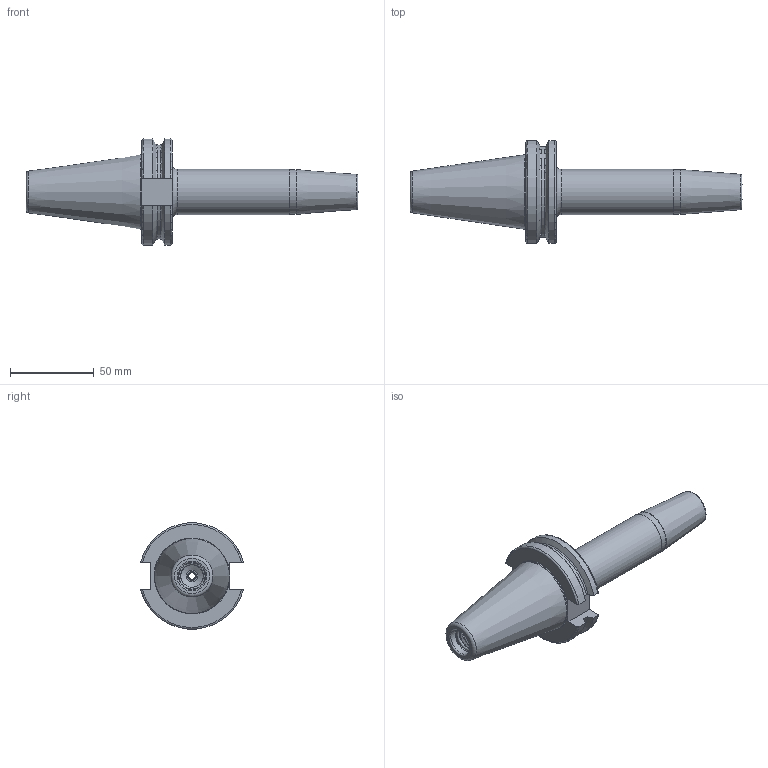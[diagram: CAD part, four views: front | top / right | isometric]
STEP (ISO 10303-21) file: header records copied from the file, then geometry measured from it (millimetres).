
FILE_DESCRIPTION(/* description */ (''),/* implementation_level */ '2;1');
FILE_NAME(/* name */ 'CAT40-SD025-130-B-X v3.step',/* time_stamp */ '2023-05-11T12:07:58-05:00',/* author */ (''),/* organization */ (''),/* preprocessor_version */ 'ST-DEVELOPER v19.2',/* originating_system */ 'Autodesk Translation Framework v12.4.0.73',/* authorisation */ '');
FILE_SCHEMA (('AUTOMOTIVE_DESIGN { 1 0 10303 214 3 1 1 }'));
Length unit declared in the file: millimetre
Products named in the file (1): CAT40-SD025-130-B-X
Bounding box: 198.25 x 61.4 x 63.31 mm (x, y, z)
Volume: 162700.5 mm3; surface area: 32292 mm2
Topology: 1 solids, 1 shells, 225 faces, 643 edges, 423 vertices
Faces by surface type: cylinder 153, plane 23, cone 17, bspline 16, torus 16
Full cylindrical faces by diameter (mm): 2.529 x11, 3.086 x7, 4.234 x9, 5.12 x14, 6.35 x1, 6.8 x1, 7 x1, 10 x1, 13.541 x10, 15.875 x9, 16.3 x1, 16.8 x1, 26.4 x1, 27 x1
Entity records: 16885 total; most frequent: CARTESIAN_POINT 11635, ORIENTED_EDGE 1284, DIRECTION 816, EDGE_CURVE 642, VERTEX_POINT 423, B_SPLINE_CURVE_WITH_KNOTS 346, AXIS2_PLACEMENT_3D 322, EDGE_LOOP 237
